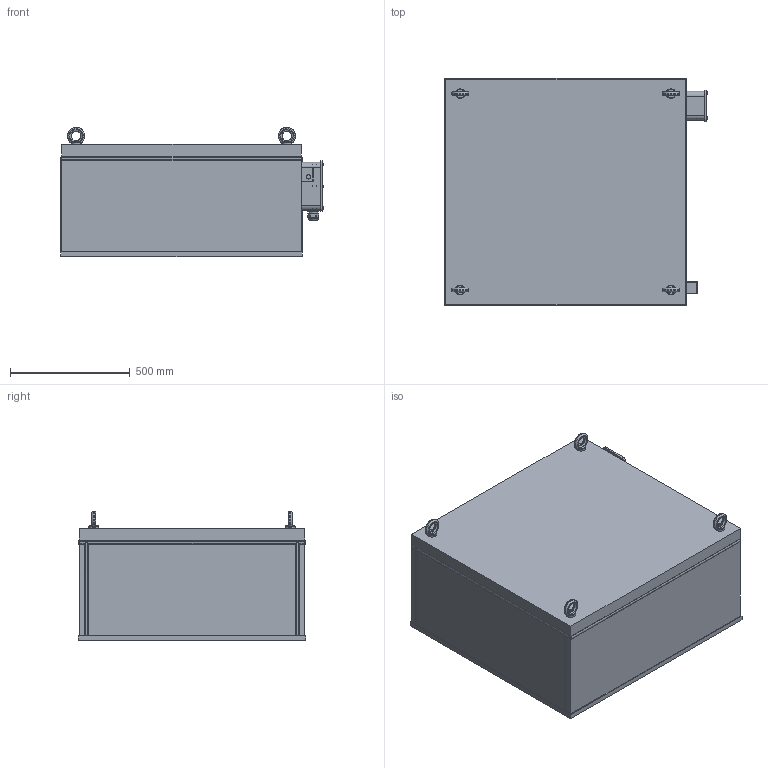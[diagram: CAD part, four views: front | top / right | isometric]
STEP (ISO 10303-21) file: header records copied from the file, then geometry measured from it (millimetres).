
FILE_DESCRIPTION(/* description */ ('RBE-EP8-090x092-100-A-NA','CAx-IF Rec.Pracs.---Representation and Presentation of Product Manufacturing Information (PMI)---4.0---2014-10-13'),/* implementation_level */ '2;1');
FILE_NAME(/* name */ 'SZBE052001.stp',/* time_stamp */ '2020-06-23T17:42:04+02:00',/* author */ ('tt'),/* organization */ (''),/* preprocessor_version */ 'ST-DEVELOPER v17.2',/* originating_system */ 'Autodesk Inventor 2019',/* authorisation */ '');
FILE_SCHEMA (('AP242_MANAGED_MODEL_BASED_3D_ENGINEERING_MIM_LF { 1 0 10303 442 1 1 4 }'));
Products named in the file (1): SZBE052001
Bounding box: 1097.5 x 950 x 538.89 mm (x, y, z)
Volume: 427782149.5 mm3; surface area: 4244824.5 mm2
Topology: 1 solids, 61 shells, 1894 faces, 5090 edges, 3248 vertices
Faces by surface type: plane 961, cylinder 521, cone 239, bspline 96, torus 77
Full cylindrical faces by diameter (mm): 4.2 x6, 5 x6, 5.3 x6, 6.5 x1, 6.75 x4, 6.88 x6, 8 x4, 8.4 x4, 9 x4, 10 x6, 10.25 x16, 11.63 x4, 12 x30, 12.5 x3, 13 x9, 13.5 x22, 16 x4, 17 x3, 17.5 x4, 18 x22, 20 x26, 20.5 x4, 24 x2, 25 x1, 26 x1, 30 x1, 37 x2, 40 x8, 42 x1
Entity records: 94522 total; most frequent: CARTESIAN_POINT 46517, DIRECTION 10499, ORIENTED_EDGE 10054, EDGE_CURVE 5027, AXIS2_PLACEMENT_3D 4330, VERTEX_POINT 3248, EDGE_LOOP 2107, FACE_OUTER_BOUND 1894
